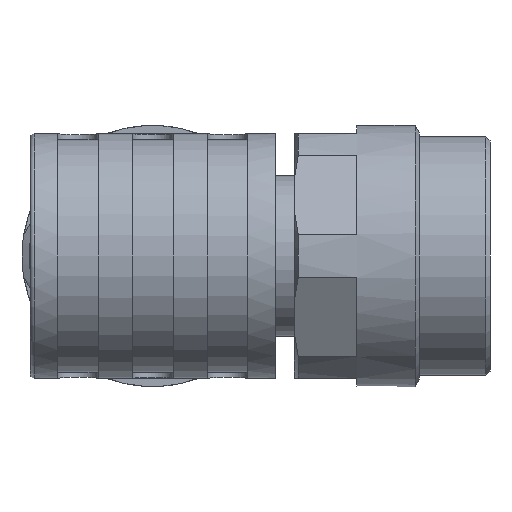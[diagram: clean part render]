
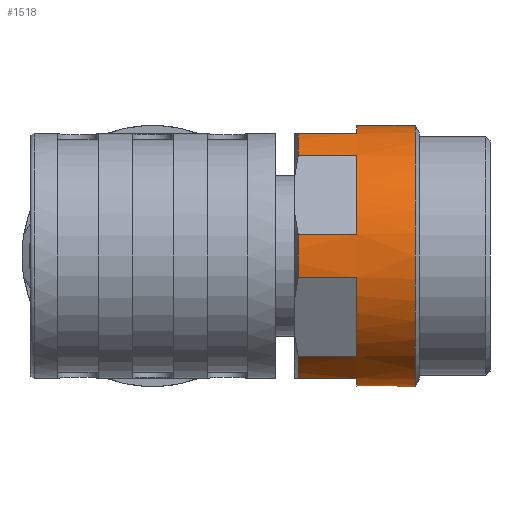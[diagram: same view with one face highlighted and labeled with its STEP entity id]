
A CAD part, front view. The second image highlights one B-rep face of the part: STEP entity #1518.
In plain terms, the highlighted cylindrical face has radius 4.8 mm (diameter 9.6 mm), a full revolution.
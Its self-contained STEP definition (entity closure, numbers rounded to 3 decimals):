
#350=LINE('',#9424,#681);
#351=LINE('',#9428,#682);
#352=LINE('',#9429,#683);
#353=LINE('',#9433,#684);
#354=LINE('',#9434,#685);
#355=LINE('',#9438,#686);
#356=LINE('',#9439,#687);
#357=LINE('',#9443,#688);
#358=LINE('',#9444,#689);
#359=LINE('',#9448,#690);
#360=LINE('',#9449,#691);
#361=LINE('',#9453,#692);
#681=VECTOR('',#6852,1.);
#682=VECTOR('',#6855,1.);
#683=VECTOR('',#6856,1.);
#684=VECTOR('',#6859,1.);
#685=VECTOR('',#6860,1.);
#686=VECTOR('',#6863,1.);
#687=VECTOR('',#6864,1.);
#688=VECTOR('',#6867,1.);
#689=VECTOR('',#6868,1.);
#690=VECTOR('',#6871,1.);
#691=VECTOR('',#6872,1.);
#692=VECTOR('',#6875,1.);
#1518=ADVANCED_FACE('',(#1874,#1875),#1703,.T.);
#1703=CYLINDRICAL_SURFACE('',#5628,4.8);
#1874=FACE_BOUND('',#2202,.T.);
#1875=FACE_BOUND('',#2203,.T.);
#2202=EDGE_LOOP('',(#3254));
#2203=EDGE_LOOP('',(#3255,#3256,#3257,#3258,#3259,#3260,#3261,#3262,#3263,
#3264,#3265,#3266,#3267,#3268,#3269,#3270,#3271,#3272,#3273,#3274,#3275,
#3276,#3277,#3278));
#3254=ORIENTED_EDGE('',*,*,#4699,.T.);
#3255=ORIENTED_EDGE('',*,*,#4712,.F.);
#3256=ORIENTED_EDGE('',*,*,#4713,.T.);
#3257=ORIENTED_EDGE('',*,*,#4714,.F.);
#3258=ORIENTED_EDGE('',*,*,#4711,.T.);
#3259=ORIENTED_EDGE('',*,*,#4715,.F.);
#3260=ORIENTED_EDGE('',*,*,#4716,.T.);
#3261=ORIENTED_EDGE('',*,*,#4717,.F.);
#3262=ORIENTED_EDGE('',*,*,#4701,.T.);
#3263=ORIENTED_EDGE('',*,*,#4718,.F.);
#3264=ORIENTED_EDGE('',*,*,#4719,.T.);
#3265=ORIENTED_EDGE('',*,*,#4720,.F.);
#3266=ORIENTED_EDGE('',*,*,#4703,.T.);
#3267=ORIENTED_EDGE('',*,*,#4721,.F.);
#3268=ORIENTED_EDGE('',*,*,#4722,.T.);
#3269=ORIENTED_EDGE('',*,*,#4723,.F.);
#3270=ORIENTED_EDGE('',*,*,#4705,.T.);
#3271=ORIENTED_EDGE('',*,*,#4724,.F.);
#3272=ORIENTED_EDGE('',*,*,#4725,.T.);
#3273=ORIENTED_EDGE('',*,*,#4726,.F.);
#3274=ORIENTED_EDGE('',*,*,#4707,.T.);
#3275=ORIENTED_EDGE('',*,*,#4727,.F.);
#3276=ORIENTED_EDGE('',*,*,#4728,.T.);
#3277=ORIENTED_EDGE('',*,*,#4729,.F.);
#3278=ORIENTED_EDGE('',*,*,#4709,.T.);
#4069=VERTEX_POINT('',#9392);
#4070=VERTEX_POINT('',#9395);
#4071=VERTEX_POINT('',#9396);
#4072=VERTEX_POINT('',#9400);
#4073=VERTEX_POINT('',#9401);
#4074=VERTEX_POINT('',#9405);
#4075=VERTEX_POINT('',#9406);
#4076=VERTEX_POINT('',#9410);
#4077=VERTEX_POINT('',#9411);
#4078=VERTEX_POINT('',#9415);
#4079=VERTEX_POINT('',#9416);
#4080=VERTEX_POINT('',#9420);
#4081=VERTEX_POINT('',#9421);
#4082=VERTEX_POINT('',#9425);
#4083=VERTEX_POINT('',#9427);
#4084=VERTEX_POINT('',#9430);
#4085=VERTEX_POINT('',#9432);
#4086=VERTEX_POINT('',#9435);
#4087=VERTEX_POINT('',#9437);
#4088=VERTEX_POINT('',#9440);
#4089=VERTEX_POINT('',#9442);
#4090=VERTEX_POINT('',#9445);
#4091=VERTEX_POINT('',#9447);
#4092=VERTEX_POINT('',#9450);
#4093=VERTEX_POINT('',#9452);
#4699=EDGE_CURVE('',#4069,#4069,#5137,.T.);
#4701=EDGE_CURVE('',#4070,#4071,#5138,.T.);
#4703=EDGE_CURVE('',#4072,#4073,#5139,.T.);
#4705=EDGE_CURVE('',#4074,#4075,#5140,.T.);
#4707=EDGE_CURVE('',#4076,#4077,#5141,.T.);
#4709=EDGE_CURVE('',#4078,#4079,#5142,.T.);
#4711=EDGE_CURVE('',#4080,#4081,#5143,.T.);
#4712=EDGE_CURVE('',#4082,#4079,#350,.T.);
#4713=EDGE_CURVE('',#4082,#4083,#5144,.T.);
#4714=EDGE_CURVE('',#4080,#4083,#351,.T.);
#4715=EDGE_CURVE('',#4084,#4081,#352,.T.);
#4716=EDGE_CURVE('',#4084,#4085,#5145,.T.);
#4717=EDGE_CURVE('',#4070,#4085,#353,.T.);
#4718=EDGE_CURVE('',#4086,#4071,#354,.T.);
#4719=EDGE_CURVE('',#4086,#4087,#5146,.T.);
#4720=EDGE_CURVE('',#4072,#4087,#355,.T.);
#4721=EDGE_CURVE('',#4088,#4073,#356,.T.);
#4722=EDGE_CURVE('',#4088,#4089,#5147,.T.);
#4723=EDGE_CURVE('',#4074,#4089,#357,.T.);
#4724=EDGE_CURVE('',#4090,#4075,#358,.T.);
#4725=EDGE_CURVE('',#4090,#4091,#5148,.T.);
#4726=EDGE_CURVE('',#4076,#4091,#359,.T.);
#4727=EDGE_CURVE('',#4092,#4077,#360,.T.);
#4728=EDGE_CURVE('',#4092,#4093,#5149,.T.);
#4729=EDGE_CURVE('',#4078,#4093,#361,.T.);
#5137=CIRCLE('',#5608,4.8);
#5138=CIRCLE('',#5610,4.8);
#5139=CIRCLE('',#5612,4.8);
#5140=CIRCLE('',#5614,4.8);
#5141=CIRCLE('',#5616,4.8);
#5142=CIRCLE('',#5618,4.8);
#5143=CIRCLE('',#5620,4.8);
#5144=CIRCLE('',#5622,4.8);
#5145=CIRCLE('',#5623,4.8);
#5146=CIRCLE('',#5624,4.8);
#5147=CIRCLE('',#5625,4.8);
#5148=CIRCLE('',#5626,4.8);
#5149=CIRCLE('',#5627,4.8);
#5608=AXIS2_PLACEMENT_3D('',#9391,#6818,#6819);
#5610=AXIS2_PLACEMENT_3D('',#9397,#6823,#6824);
#5612=AXIS2_PLACEMENT_3D('',#9402,#6828,#6829);
#5614=AXIS2_PLACEMENT_3D('',#9407,#6833,#6834);
#5616=AXIS2_PLACEMENT_3D('',#9412,#6838,#6839);
#5618=AXIS2_PLACEMENT_3D('',#9417,#6843,#6844);
#5620=AXIS2_PLACEMENT_3D('',#9422,#6848,#6849);
#5622=AXIS2_PLACEMENT_3D('',#9426,#6853,#6854);
#5623=AXIS2_PLACEMENT_3D('',#9431,#6857,#6858);
#5624=AXIS2_PLACEMENT_3D('',#9436,#6861,#6862);
#5625=AXIS2_PLACEMENT_3D('',#9441,#6865,#6866);
#5626=AXIS2_PLACEMENT_3D('',#9446,#6869,#6870);
#5627=AXIS2_PLACEMENT_3D('',#9451,#6873,#6874);
#5628=AXIS2_PLACEMENT_3D('',#9454,#6876,#6877);
#6818=DIRECTION('',(-1.,0.,0.));
#6819=DIRECTION('',(0.,0.,1.));
#6823=DIRECTION('',(1.,0.,0.));
#6824=DIRECTION('',(0.,0.,1.));
#6828=DIRECTION('',(1.,0.,0.));
#6829=DIRECTION('',(0.,0.,1.));
#6833=DIRECTION('',(1.,0.,0.));
#6834=DIRECTION('',(0.,0.,1.));
#6838=DIRECTION('',(1.,0.,0.));
#6839=DIRECTION('',(0.,0.,1.));
#6843=DIRECTION('',(1.,0.,0.));
#6844=DIRECTION('',(0.,0.,1.));
#6848=DIRECTION('',(1.,0.,0.));
#6849=DIRECTION('',(0.,0.,1.));
#6852=DIRECTION('',(1.,0.,0.));
#6853=DIRECTION('',(1.,0.,0.));
#6854=DIRECTION('',(0.,0.,1.));
#6855=DIRECTION('',(-1.,0.,0.));
#6856=DIRECTION('',(1.,0.,0.));
#6857=DIRECTION('',(1.,0.,0.));
#6858=DIRECTION('',(0.,0.,1.));
#6859=DIRECTION('',(-1.,0.,0.));
#6860=DIRECTION('',(1.,0.,0.));
#6861=DIRECTION('',(1.,0.,0.));
#6862=DIRECTION('',(0.,0.,1.));
#6863=DIRECTION('',(-1.,0.,0.));
#6864=DIRECTION('',(1.,0.,0.));
#6865=DIRECTION('',(1.,0.,0.));
#6866=DIRECTION('',(0.,0.,1.));
#6867=DIRECTION('',(-1.,0.,0.));
#6868=DIRECTION('',(1.,0.,0.));
#6869=DIRECTION('',(1.,0.,0.));
#6870=DIRECTION('',(0.,0.,1.));
#6871=DIRECTION('',(-1.,0.,0.));
#6872=DIRECTION('',(1.,0.,0.));
#6873=DIRECTION('',(1.,0.,0.));
#6874=DIRECTION('',(0.,0.,1.));
#6875=DIRECTION('',(-1.,0.,0.));
#6876=DIRECTION('',(1.,0.,0.));
#6877=DIRECTION('',(0.,0.,1.));
#9391=CARTESIAN_POINT('',(110.4,-0.05,3.8));
#9392=CARTESIAN_POINT('',(110.4,-0.05,8.6));
#9395=CARTESIAN_POINT('',(108.25,3.012,0.103));
#9396=CARTESIAN_POINT('',(108.25,4.682,2.997));
#9397=CARTESIAN_POINT('',(108.25,-0.05,3.8));
#9400=CARTESIAN_POINT('',(108.25,4.682,4.603));
#9401=CARTESIAN_POINT('',(108.25,3.012,7.497));
#9402=CARTESIAN_POINT('',(108.25,-0.05,3.8));
#9405=CARTESIAN_POINT('',(108.25,1.62,8.3));
#9406=CARTESIAN_POINT('',(108.25,-1.72,8.3));
#9407=CARTESIAN_POINT('',(108.25,-0.05,3.8));
#9410=CARTESIAN_POINT('',(108.25,-3.112,7.497));
#9411=CARTESIAN_POINT('',(108.25,-4.782,4.603));
#9412=CARTESIAN_POINT('',(108.25,-0.05,3.8));
#9415=CARTESIAN_POINT('',(108.25,-4.782,2.997));
#9416=CARTESIAN_POINT('',(108.25,-3.112,0.103));
#9417=CARTESIAN_POINT('',(108.25,-0.05,3.8));
#9420=CARTESIAN_POINT('',(108.25,-1.72,-0.7));
#9421=CARTESIAN_POINT('',(108.25,1.62,-0.7));
#9422=CARTESIAN_POINT('',(108.25,-0.05,3.8));
#9424=CARTESIAN_POINT('',(137.95,-3.112,0.103));
#9425=CARTESIAN_POINT('',(106.1,-3.112,0.103));
#9426=CARTESIAN_POINT('',(106.1,-0.05,3.8));
#9427=CARTESIAN_POINT('',(106.1,-1.72,-0.7));
#9428=CARTESIAN_POINT('',(137.95,-1.72,-0.7));
#9429=CARTESIAN_POINT('',(137.95,1.62,-0.7));
#9430=CARTESIAN_POINT('',(106.1,1.62,-0.7));
#9431=CARTESIAN_POINT('',(106.1,-0.05,3.8));
#9432=CARTESIAN_POINT('',(106.1,3.012,0.103));
#9433=CARTESIAN_POINT('',(137.95,3.012,0.103));
#9434=CARTESIAN_POINT('',(137.95,4.682,2.997));
#9435=CARTESIAN_POINT('',(106.1,4.682,2.997));
#9436=CARTESIAN_POINT('',(106.1,-0.05,3.8));
#9437=CARTESIAN_POINT('',(106.1,4.682,4.603));
#9438=CARTESIAN_POINT('',(137.95,4.682,4.603));
#9439=CARTESIAN_POINT('',(137.95,3.012,7.497));
#9440=CARTESIAN_POINT('',(106.1,3.012,7.497));
#9441=CARTESIAN_POINT('',(106.1,-0.05,3.8));
#9442=CARTESIAN_POINT('',(106.1,1.62,8.3));
#9443=CARTESIAN_POINT('',(137.95,1.62,8.3));
#9444=CARTESIAN_POINT('',(137.95,-1.72,8.3));
#9445=CARTESIAN_POINT('',(106.1,-1.72,8.3));
#9446=CARTESIAN_POINT('',(106.1,-0.05,3.8));
#9447=CARTESIAN_POINT('',(106.1,-3.112,7.497));
#9448=CARTESIAN_POINT('',(137.95,-3.112,7.497));
#9449=CARTESIAN_POINT('',(137.95,-4.782,4.603));
#9450=CARTESIAN_POINT('',(106.1,-4.782,4.603));
#9451=CARTESIAN_POINT('',(106.1,-0.05,3.8));
#9452=CARTESIAN_POINT('',(106.1,-4.782,2.997));
#9453=CARTESIAN_POINT('',(137.95,-4.782,2.997));
#9454=CARTESIAN_POINT('',(137.95,-0.05,3.8));
